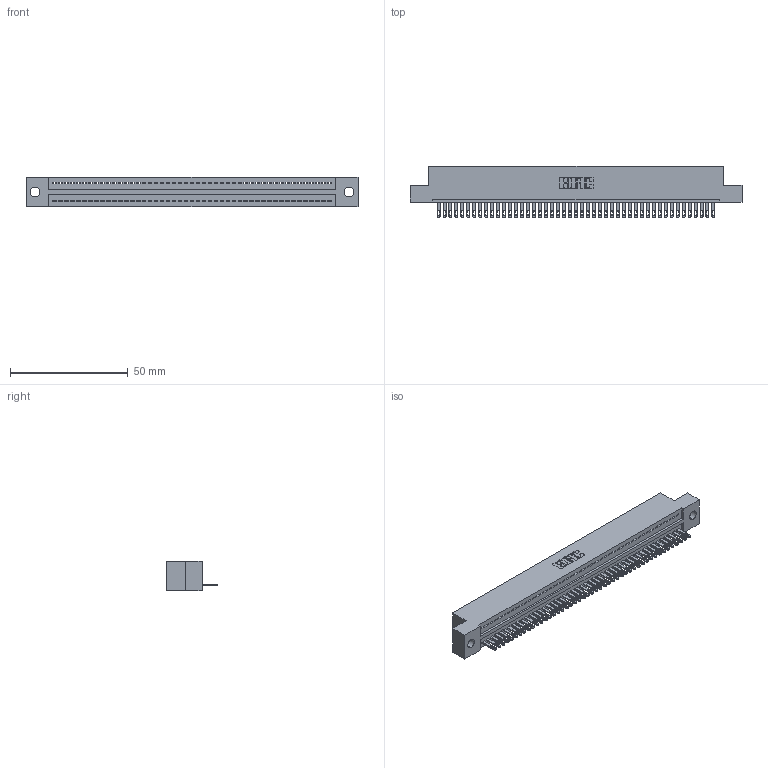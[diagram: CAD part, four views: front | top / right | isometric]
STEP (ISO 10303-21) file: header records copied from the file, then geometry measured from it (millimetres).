
FILE_DESCRIPTION (( 'STEP AP203' ), '1' );
FILE_NAME ('325-047-500-109.STEP', '2020-02-24T23:06:35', ( '' ), ( '' ), 'SwSTEP 2.0', 'SolidWorks 2016', '' );
FILE_SCHEMA (( 'CONFIG_CONTROL_DESIGN' ));
Length unit declared in the file: inch
Products named in the file (3): 325-292-001_325-293-100; 325 Part_.160 TH; 325-047-500-109
Assembly tree (48 placements, depth 2):
  325-047-500-109
    325 Part_.160 TH
    325-292-001_325-293-100  x47
Bounding box: 141.1 x 21.84 x 12.45 mm (x, y, z)
Volume: 17750 mm3; surface area: 19482.5 mm2
Topology: 48 solids, 48 shells, 2652 faces, 8207 edges, 5470 vertices
Faces by surface type: plane 1762, cylinder 890
Entity records: 28019 total; most frequent: CARTESIAN_POINT 4839, ORIENTED_EDGE 4822, DIRECTION 4073, EDGE_CURVE 2411, VECTOR 2279, LINE 2279, VERTEX_POINT 1606, AXIS2_PLACEMENT_3D 897
